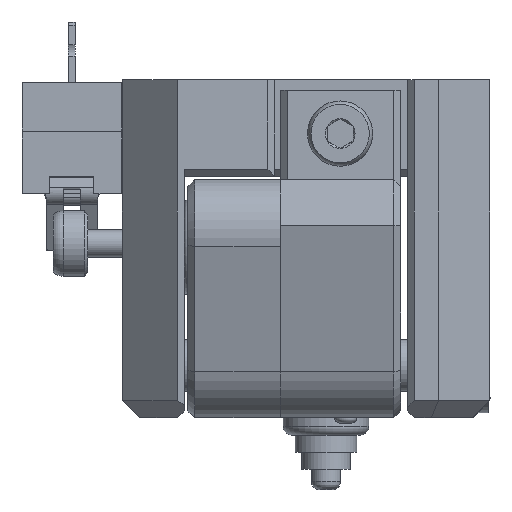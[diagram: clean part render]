
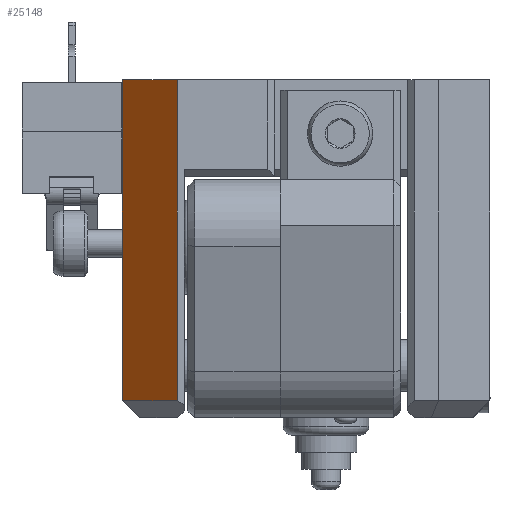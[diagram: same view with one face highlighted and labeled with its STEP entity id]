
A CAD part, left-side view. The second image highlights one B-rep face of the part: STEP entity #25148.
In plain terms, the highlighted planar face has unit normal (-0.707, 0.707, 0).
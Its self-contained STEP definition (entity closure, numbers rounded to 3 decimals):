
#3360=FACE_OUTER_BOUND('',#4926,.T.);
#4926=EDGE_LOOP('',(#20978,#20979,#20980,#20981));
#6278=LINE('',#37508,#8572);
#6465=LINE('',#38581,#8759);
#6784=LINE('',#39635,#9078);
#7161=LINE('',#42760,#9455);
#8572=VECTOR('',#29708,10.);
#8759=VECTOR('',#30043,10.);
#9078=VECTOR('',#31000,10.);
#9455=VECTOR('',#31679,10.);
#10811=VERTEX_POINT('',#37505);
#10812=VERTEX_POINT('',#37507);
#11100=VERTEX_POINT('',#38578);
#11381=VERTEX_POINT('',#39633);
#13502=EDGE_CURVE('',#10812,#10811,#6278,.T.);
#13829=EDGE_CURVE('',#10811,#11100,#6465,.T.);
#14303=EDGE_CURVE('',#11381,#11100,#6784,.T.);
#14869=EDGE_CURVE('',#11381,#10812,#7161,.T.);
#20978=ORIENTED_EDGE('',*,*,#14303,.F.);
#20979=ORIENTED_EDGE('',*,*,#14869,.T.);
#20980=ORIENTED_EDGE('',*,*,#13502,.T.);
#20981=ORIENTED_EDGE('',*,*,#13829,.T.);
#23975=PLANE('',#26939);
#25148=ADVANCED_FACE('',(#3360),#23975,.T.);
#26939=AXIS2_PLACEMENT_3D('',#42768,#31691,#31692);
#29708=DIRECTION('',(0.707,0.707,0.));
#30043=DIRECTION('',(0.,0.,-1.));
#31000=DIRECTION('',(0.707,0.707,0.));
#31679=DIRECTION('',(0.,0.,1.));
#31691=DIRECTION('center_axis',(-0.707,0.707,0.));
#31692=DIRECTION('ref_axis',(0.,0.,1.));
#37505=CARTESIAN_POINT('',(-19.678,11.85,31.945));
#37507=CARTESIAN_POINT('',(-22.878,8.65,31.945));
#37508=CARTESIAN_POINT('',(-17.169,14.36,31.945));
#38578=CARTESIAN_POINT('',(-19.678,11.85,13.258));
#38581=CARTESIAN_POINT('',(-19.678,11.85,28.431));
#39633=CARTESIAN_POINT('',(-22.878,8.65,13.258));
#39635=CARTESIAN_POINT('',(-25.428,6.1,13.258));
#42760=CARTESIAN_POINT('',(-22.878,8.65,28.431));
#42768=CARTESIAN_POINT('Origin',(-21.278,10.25,28.431));
